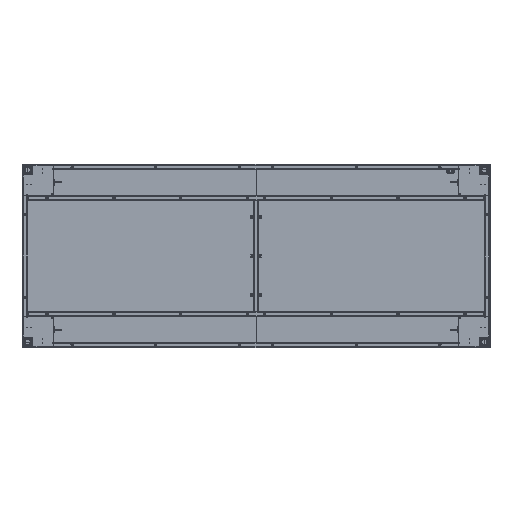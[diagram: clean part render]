
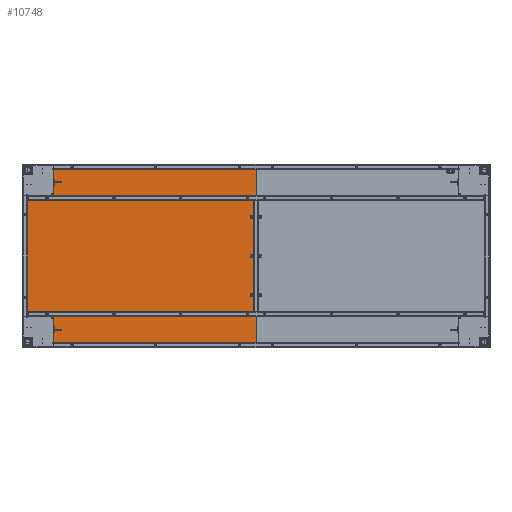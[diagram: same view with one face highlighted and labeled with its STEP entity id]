
A CAD part, front view. The second image highlights one B-rep face of the part: STEP entity #10748.
In plain terms, the highlighted planar face has unit normal (0, -1, 0).
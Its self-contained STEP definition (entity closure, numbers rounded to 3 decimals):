
#5185 = EDGE_CURVE ( 'NONE', #31900, #37291, #14585, .T. ) ;
#7669 = EDGE_CURVE ( 'NONE', #37291, #29017, #46345, .T. ) ;
#9190 = ORIENTED_EDGE ( 'NONE', *, *, #11066, .T. ) ;
#10532 = CARTESIAN_POINT ( 'NONE',  ( 0., 707.9, 0. ) ) ;
#10748 = ADVANCED_FACE ( 'NONE', ( #21016 ), #43888, .F. ) ;
#11066 = EDGE_CURVE ( 'NONE', #19874, #31900, #39355, .T. ) ;
#14585 = LINE ( 'NONE', #32980, #20830 ) ;
#19874 = VERTEX_POINT ( 'NONE', #24794 ) ;
#20025 = VECTOR ( 'NONE', #33247, 1000. ) ;
#20830 = VECTOR ( 'NONE', #22295, 1000. ) ;
#21016 = FACE_OUTER_BOUND ( 'NONE', #21819, .T. ) ;
#21264 = DIRECTION ( 'NONE',  ( 0., 1., 0. ) ) ;
#21819 = EDGE_LOOP ( 'NONE', ( #45957, #30376, #27119, #9190 ) ) ;
#22295 = DIRECTION ( 'NONE',  ( 1., 0., 0. ) ) ;
#24794 = CARTESIAN_POINT ( 'NONE',  ( -1399., 707.9, 549. ) ) ;
#25383 = VECTOR ( 'NONE', #39862, 1000. ) ;
#26837 = AXIS2_PLACEMENT_3D ( 'NONE', #10532, #21264, #44864 ) ;
#27119 = ORIENTED_EDGE ( 'NONE', *, *, #39836, .T. ) ;
#27662 = CARTESIAN_POINT ( 'NONE',  ( -1399., 707.9, 0. ) ) ;
#28534 = VECTOR ( 'NONE', #46328, 1000. ) ;
#29017 = VERTEX_POINT ( 'NONE', #41395 ) ;
#30376 = ORIENTED_EDGE ( 'NONE', *, *, #7669, .T. ) ;
#30802 = CARTESIAN_POINT ( 'NONE',  ( -1399., 707.9, -549. ) ) ;
#31900 = VERTEX_POINT ( 'NONE', #30802 ) ;
#32773 = LINE ( 'NONE', #40245, #20025 ) ;
#32980 = CARTESIAN_POINT ( 'NONE',  ( 0., 707.9, -549. ) ) ;
#33247 = DIRECTION ( 'NONE',  ( -1., 0., 0. ) ) ;
#35624 = CARTESIAN_POINT ( 'NONE',  ( 0., 707.9, 0. ) ) ;
#37291 = VERTEX_POINT ( 'NONE', #38930 ) ;
#38930 = CARTESIAN_POINT ( 'NONE',  ( 0., 707.9, -549. ) ) ;
#39355 = LINE ( 'NONE', #27662, #28534 ) ;
#39836 = EDGE_CURVE ( 'NONE', #29017, #19874, #32773, .T. ) ;
#39862 = DIRECTION ( 'NONE',  ( 0., 0., 1. ) ) ;
#40245 = CARTESIAN_POINT ( 'NONE',  ( 0., 707.9, 549. ) ) ;
#41395 = CARTESIAN_POINT ( 'NONE',  ( 0., 707.9, 549. ) ) ;
#43888 = PLANE ( 'NONE',  #26837 ) ;
#44864 = DIRECTION ( 'NONE',  ( 0., 0., 1. ) ) ;
#45957 = ORIENTED_EDGE ( 'NONE', *, *, #5185, .T. ) ;
#46328 = DIRECTION ( 'NONE',  ( 0., 0., -1. ) ) ;
#46345 = LINE ( 'NONE', #35624, #25383 ) ;
